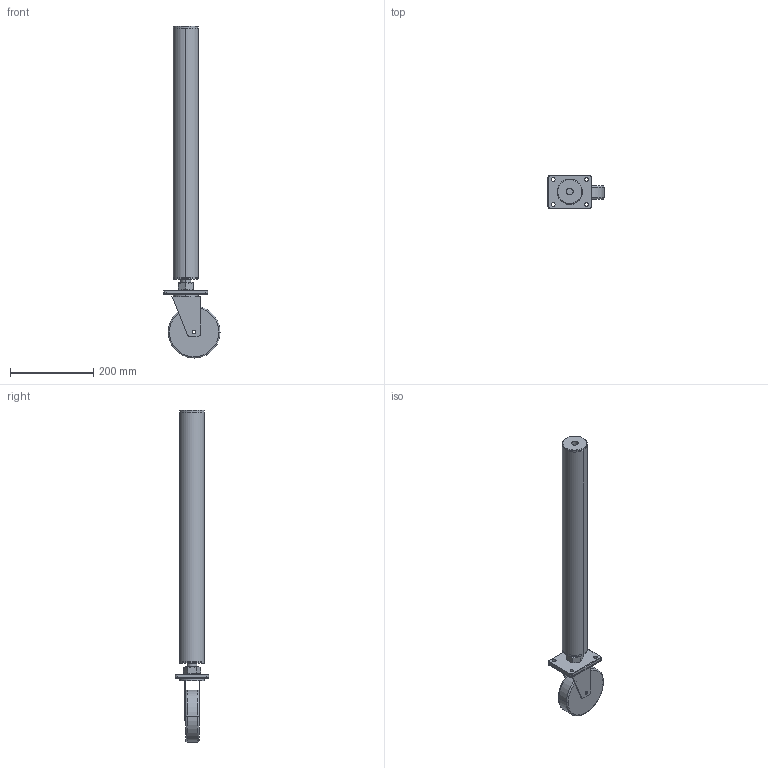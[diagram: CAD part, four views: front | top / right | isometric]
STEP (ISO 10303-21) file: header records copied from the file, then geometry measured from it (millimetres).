
FILE_DESCRIPTION(('STEP AP214'),'1');
FILE_NAME('160855.STP','2011-09-09T11:39:42',(' '),(' '),'Spatial InterOp 3D',' ',' ');
FILE_SCHEMA(('automotive_design'));
Length unit declared in the file: millimetre
Products named in the file (9): Zylinder; Quader; gerades Prisma; Sechskantmutter DIN 934  M24x1.5
Bounding box: 135 x 80 x 800 mm (x, y, z)
Volume: 1002420.3 mm3; surface area: 348439.5 mm2
Topology: 9 solids, 9 shells, 166 faces, 378 edges, 236 vertices
Faces by surface type: cylinder 72, plane 54, cone 36, torus 4
Entity records: 6269 total; most frequent: DIRECTION 904, CARTESIAN_POINT 813, ORIENTED_EDGE 756, EDGE_CURVE 378, AXIS2_PLACEMENT_3D 363, VERTEX_POINT 236, EDGE_LOOP 200, CIRCLE 188
